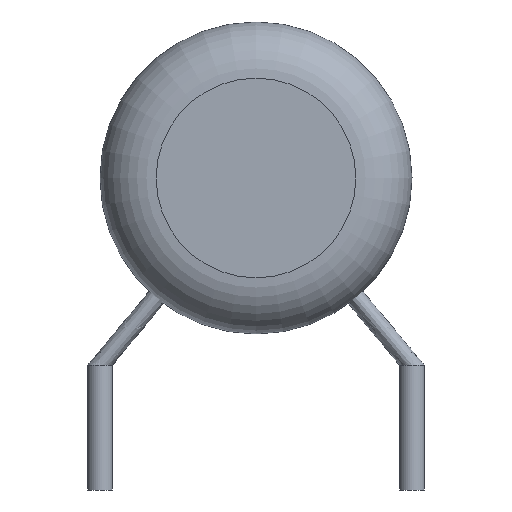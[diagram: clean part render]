
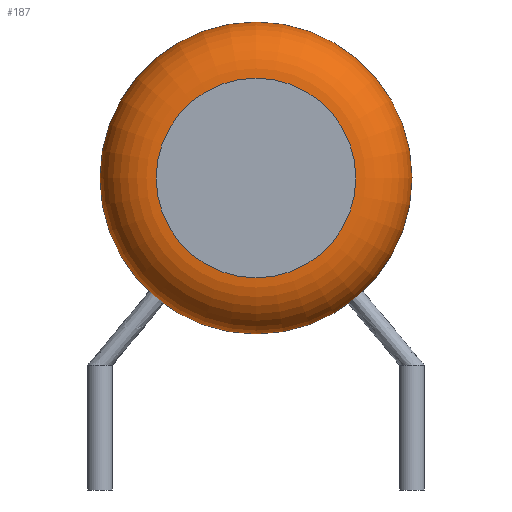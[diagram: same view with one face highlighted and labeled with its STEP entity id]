
A CAD part, front view. The second image highlights one B-rep face of the part: STEP entity #187.
In plain terms, the highlighted toroidal (fillet/blend) face has major radius 1.6 mm and minor radius 0.9 mm.
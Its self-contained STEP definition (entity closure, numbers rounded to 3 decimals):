
#14=TOROIDAL_SURFACE('',#233,1.6,0.9);
#51=FACE_OUTER_BOUND('',#68,.T.);
#68=EDGE_LOOP('',(#160,#161,#162,#163,#164));
#89=CIRCLE('',#230,2.5);
#90=CIRCLE('',#231,2.5);
#91=CIRCLE('',#234,1.6);
#92=CIRCLE('',#235,0.9);
#104=VERTEX_POINT('',#360);
#105=VERTEX_POINT('',#362);
#106=VERTEX_POINT('',#367);
#123=EDGE_CURVE('',#105,#104,#89,.T.);
#124=EDGE_CURVE('',#104,#105,#90,.T.);
#125=EDGE_CURVE('',#106,#106,#91,.T.);
#126=EDGE_CURVE('',#106,#105,#92,.T.);
#160=ORIENTED_EDGE('',*,*,#125,.T.);
#161=ORIENTED_EDGE('',*,*,#126,.T.);
#162=ORIENTED_EDGE('',*,*,#123,.T.);
#163=ORIENTED_EDGE('',*,*,#124,.T.);
#164=ORIENTED_EDGE('',*,*,#126,.F.);
#187=ADVANCED_FACE('',(#51),#14,.T.);
#230=AXIS2_PLACEMENT_3D('',#363,#286,#287);
#231=AXIS2_PLACEMENT_3D('',#364,#288,#289);
#233=AXIS2_PLACEMENT_3D('',#366,#292,#293);
#234=AXIS2_PLACEMENT_3D('',#368,#294,#295);
#235=AXIS2_PLACEMENT_3D('',#369,#296,#297);
#286=DIRECTION('center_axis',(0.,-1.,0.));
#287=DIRECTION('ref_axis',(1.,0.,0.));
#288=DIRECTION('center_axis',(0.,-1.,0.));
#289=DIRECTION('ref_axis',(1.,0.,0.));
#292=DIRECTION('center_axis',(0.,-1.,0.));
#293=DIRECTION('ref_axis',(0.,0.,-1.));
#294=DIRECTION('center_axis',(0.,1.,0.));
#295=DIRECTION('ref_axis',(1.,0.,0.));
#296=DIRECTION('center_axis',(-1.,0.,0.));
#297=DIRECTION('ref_axis',(0.,0.,1.));
#360=CARTESIAN_POINT('',(0.,-0.1,5.));
#362=CARTESIAN_POINT('',(2.5,-0.1,7.5));
#363=CARTESIAN_POINT('Origin',(2.5,-0.1,5.));
#364=CARTESIAN_POINT('Origin',(2.5,-0.1,5.));
#366=CARTESIAN_POINT('Origin',(2.5,-0.1,5.));
#367=CARTESIAN_POINT('',(2.5,-1.,6.6));
#368=CARTESIAN_POINT('Origin',(2.5,-1.,5.));
#369=CARTESIAN_POINT('Origin',(2.5,-0.1,6.6));
